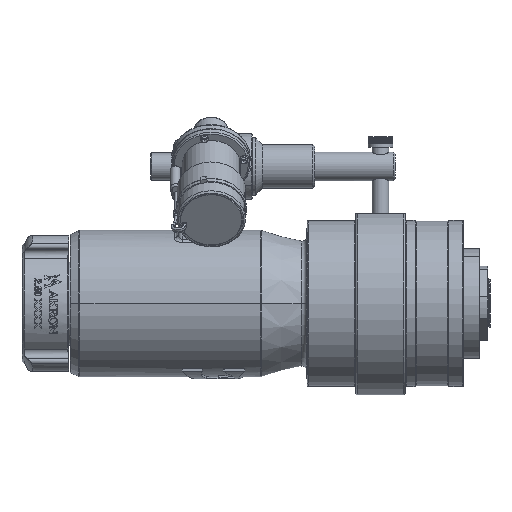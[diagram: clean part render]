
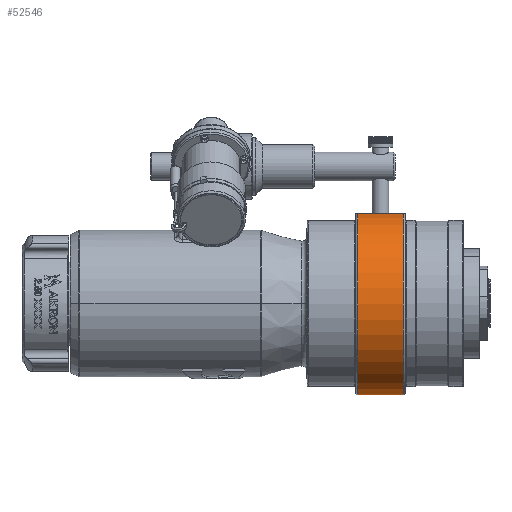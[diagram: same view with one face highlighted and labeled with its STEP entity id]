
A CAD part, front view. The second image highlights one B-rep face of the part: STEP entity #52546.
In plain terms, the highlighted cylindrical face has radius 69.85 mm (diameter 139.7 mm), a partial arc.
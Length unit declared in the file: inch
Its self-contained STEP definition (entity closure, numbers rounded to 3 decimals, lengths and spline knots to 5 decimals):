
#51803=CARTESIAN_POINT('',(9.338,-0.00034,
0.));
#51804=DIRECTION('',(1.,0.,0.));
#51805=DIRECTION('',(0.,-0.182,0.983));
#51806=AXIS2_PLACEMENT_3D('',#51803,#51804,#51805);
#51823=DIRECTION('',(-1.,0.,0.));
#51824=VECTOR('',#51823,1.38);
#51825=CARTESIAN_POINT('',(10.71795,0.50045,
2.70404));
#51826=LINE('',#51825,#51824);
#51827=DIRECTION('',(-1.,0.,0.));
#51828=VECTOR('',#51827,1.38);
#51829=CARTESIAN_POINT('',(10.71805,-0.50132,
2.70396));
#51830=LINE('',#51829,#51828);
#51831=CARTESIAN_POINT('',(10.718,-0.00021,
0.));
#51832=DIRECTION('',(-1.,0.,0.));
#51833=DIRECTION('',(0.,0.182,0.983));
#51834=AXIS2_PLACEMENT_3D('',#51831,#51832,#51833);
#51861=CARTESIAN_POINT('',(10.71795,0.50045,
2.70404));
#51914=CARTESIAN_POINT('',(10.71805,-0.50132,
2.70396));
#51916=CARTESIAN_POINT('',(9.33805,-0.50145,
2.70396));
#51969=CARTESIAN_POINT('',(9.33795,0.50032,
2.70404));
#52118=VERTEX_POINT('',#51861);
#52119=VERTEX_POINT('',#51914);
#52124=VERTEX_POINT('',#51916);
#52125=VERTEX_POINT('',#51969);
#52532=CARTESIAN_POINT('',(10.853,-0.0002,
0.));
#52533=DIRECTION('',(-1.,0.,0.));
#52534=DIRECTION('',(0.,0.,1.));
#52535=AXIS2_PLACEMENT_3D('',#52532,#52533,#52534);
#52536=CYLINDRICAL_SURFACE('',#52535,2.75);
#52538=ORIENTED_EDGE('',*,*,#52537,.F.);
#52540=ORIENTED_EDGE('',*,*,#52539,.T.);
#52541=ORIENTED_EDGE('',*,*,#52522,.F.);
#52543=ORIENTED_EDGE('',*,*,#52542,.F.);
#52544=EDGE_LOOP('',(#52538,#52540,#52541,#52543));
#52545=FACE_OUTER_BOUND('',#52544,.F.);
#52546=ADVANCED_FACE('',(#52545),#52536,.T.);
#51807=CIRCLE('',#51806,2.75);
#51835=CIRCLE('',#51834,2.75);
#52522=EDGE_CURVE('',#52124,#52125,#51807,.T.);
#52537=EDGE_CURVE('',#52118,#52119,#51835,.T.);
#52539=EDGE_CURVE('',#52118,#52125,#51826,.T.);
#52542=EDGE_CURVE('',#52119,#52124,#51830,.T.);
